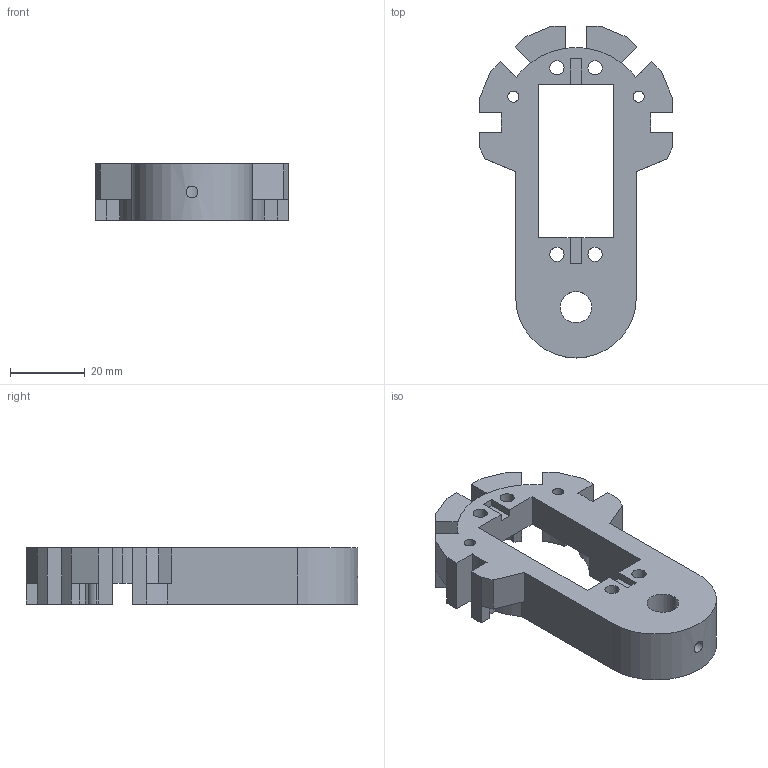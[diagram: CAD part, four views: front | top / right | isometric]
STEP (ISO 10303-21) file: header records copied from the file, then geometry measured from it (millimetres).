
FILE_DESCRIPTION(('STEP AP214'),'1');
FILE_NAME('valve_body.stp','2022-02-12T22:41:09',(' '),(' '),'Spatial InterOp 3D',' ',' ');
FILE_SCHEMA(('AUTOMOTIVE_DESIGN { 1 0 10303 214 1 1 1 1 }'));
Length unit declared in the file: metre
Products named in the file (1): actual
Bounding box: 51.5 x 88.57 x 15 mm (x, y, z)
Volume: 27624.8 mm3; surface area: 12394.7 mm2
Topology: 1 solids, 1 shells, 140 faces, 408 edges, 268 vertices
Faces by surface type: plane 98, cylinder 42
Entity records: 4779 total; most frequent: CARTESIAN_POINT 928, ORIENTED_EDGE 816, DIRECTION 782, EDGE_CURVE 408, LINE 306, VECTOR 306, VERTEX_POINT 268, AXIS2_PLACEMENT_3D 238
